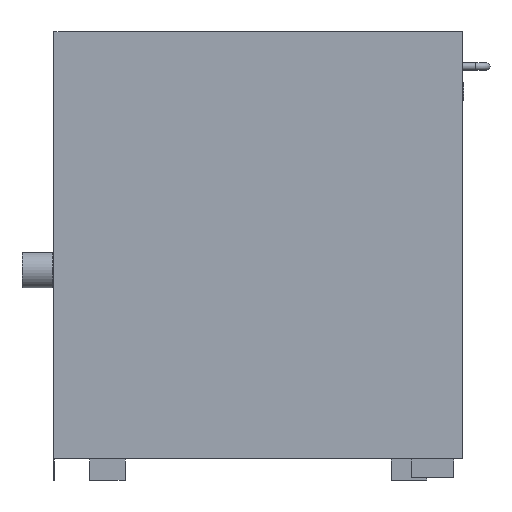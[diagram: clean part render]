
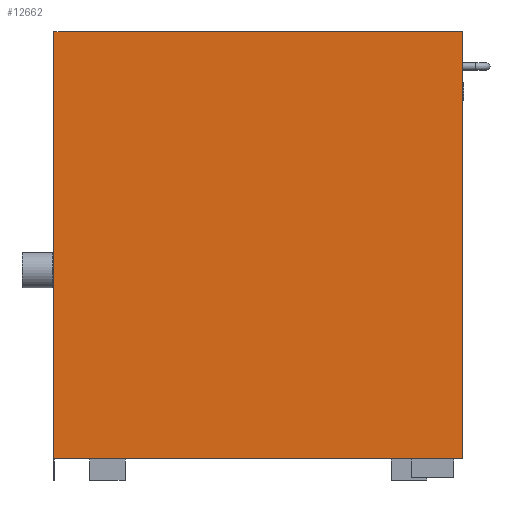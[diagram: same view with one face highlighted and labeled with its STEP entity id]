
A CAD part, left-side view. The second image highlights one B-rep face of the part: STEP entity #12662.
In plain terms, the highlighted planar face has unit normal (-1, 0, 0).
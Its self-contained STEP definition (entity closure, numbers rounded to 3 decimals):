
#1496=FACE_OUTER_BOUND('',#2209,.T.);
#2209=EDGE_LOOP('',(#8894,#8895,#8896,#8897,#8898,#8899));
#3008=LINE('',#16850,#4352);
#3010=LINE('',#16854,#4354);
#3078=LINE('',#16993,#4422);
#3139=LINE('',#17148,#4483);
#3140=LINE('',#17150,#4484);
#3141=LINE('',#17151,#4485);
#4352=VECTOR('',#14106,10.);
#4354=VECTOR('',#14110,10.);
#4422=VECTOR('',#14226,10.);
#4483=VECTOR('',#14377,10.);
#4484=VECTOR('',#14378,10.);
#4485=VECTOR('',#14379,10.);
#5694=VERTEX_POINT('',#16846);
#5695=VERTEX_POINT('',#16848);
#5696=VERTEX_POINT('',#16852);
#5743=VERTEX_POINT('',#16991);
#5792=VERTEX_POINT('',#17147);
#5793=VERTEX_POINT('',#17149);
#6876=EDGE_CURVE('',#5694,#5695,#3008,.T.);
#6878=EDGE_CURVE('',#5696,#5695,#3010,.T.);
#6946=EDGE_CURVE('',#5743,#5696,#3078,.T.);
#7017=EDGE_CURVE('',#5792,#5743,#3139,.T.);
#7018=EDGE_CURVE('',#5793,#5792,#3140,.T.);
#7019=EDGE_CURVE('',#5694,#5793,#3141,.T.);
#8894=ORIENTED_EDGE('',*,*,#7017,.F.);
#8895=ORIENTED_EDGE('',*,*,#7018,.F.);
#8896=ORIENTED_EDGE('',*,*,#7019,.F.);
#8897=ORIENTED_EDGE('',*,*,#6876,.T.);
#8898=ORIENTED_EDGE('',*,*,#6878,.F.);
#8899=ORIENTED_EDGE('',*,*,#6946,.F.);
#12158=PLANE('',#13466);
#12662=ADVANCED_FACE('',(#1496),#12158,.T.);
#13466=AXIS2_PLACEMENT_3D('',#17146,#14375,#14376);
#14106=DIRECTION('',(0.,-1.,0.));
#14110=DIRECTION('',(0.,0.,-1.));
#14226=DIRECTION('',(0.,1.,0.));
#14375=DIRECTION('center_axis',(-1.,0.,0.));
#14376=DIRECTION('ref_axis',(0.,-1.,0.));
#14377=DIRECTION('',(0.,0.,-1.));
#14378=DIRECTION('',(0.,-1.,0.));
#14379=DIRECTION('',(0.,0.,1.));
#16846=CARTESIAN_POINT('',(-446.5,287.,-330.44));
#16848=CARTESIAN_POINT('',(-446.5,286.9,-330.44));
#16850=CARTESIAN_POINT('',(-446.5,287.,-330.44));
#16852=CARTESIAN_POINT('',(-446.5,286.9,-300.44));
#16854=CARTESIAN_POINT('',(-446.5,286.9,-330.44));
#16991=CARTESIAN_POINT('',(-446.5,-287.,-300.44));
#16993=CARTESIAN_POINT('',(-446.5,287.,-300.44));
#17146=CARTESIAN_POINT('Origin',(-446.5,287.,0.));
#17147=CARTESIAN_POINT('',(-446.5,-287.,300.44));
#17148=CARTESIAN_POINT('',(-446.5,-287.,0.));
#17149=CARTESIAN_POINT('',(-446.5,287.,300.44));
#17150=CARTESIAN_POINT('',(-446.5,287.,300.44));
#17151=CARTESIAN_POINT('',(-446.5,287.,0.));
